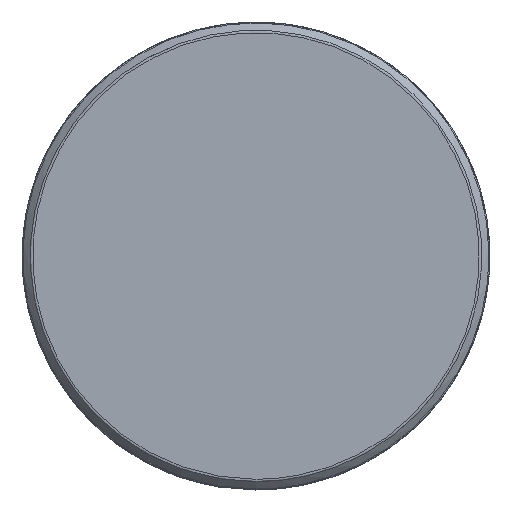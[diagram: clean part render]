
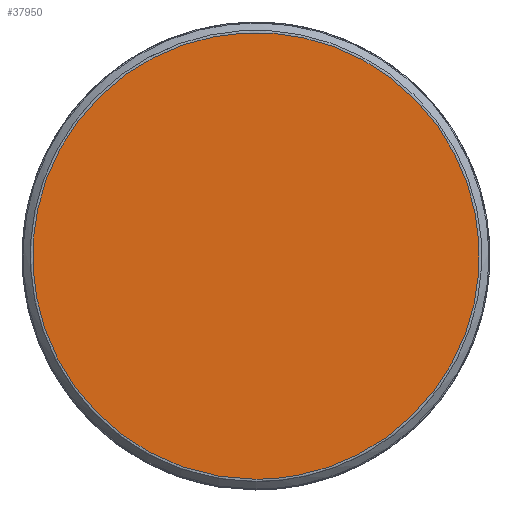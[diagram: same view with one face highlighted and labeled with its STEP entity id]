
A CAD part, front view. The second image highlights one B-rep face of the part: STEP entity #37950.
In plain terms, the highlighted free-form (B-spline) face has degree [1, 1] with [2, 2] control points.
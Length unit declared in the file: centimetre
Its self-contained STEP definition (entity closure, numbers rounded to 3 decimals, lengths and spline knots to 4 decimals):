
#36840 = CARTESIAN_POINT ('', (0., 0., -13.0321));
#36850 = VERTEX_POINT ('', #36840);
#36970 = CARTESIAN_POINT ('', (0., 0., -13.0321));
#36980 = CARTESIAN_POINT ('', (-13.0321, 0., -13.0321));
#36990 = CARTESIAN_POINT ('', (-13.0321, 0., 0.));
#37000 = CARTESIAN_POINT ('', (-13.0321, 0., 13.0321));
#37010 = CARTESIAN_POINT ('', (0., 0., 13.0321));
#37020 = CARTESIAN_POINT ('', (13.0321, 0., 13.0321));
#37030 = CARTESIAN_POINT ('', (13.0321, 0., 0.));
#37040 = CARTESIAN_POINT ('', (13.0321, 0., -13.0321));
#37050 = CARTESIAN_POINT ('', (0., 0., -13.0321));
#37060 = (
   BOUNDED_CURVE ()
   B_SPLINE_CURVE (2, (#36970, #36980, #36990, #37000, #37010, #37020, #37030, #37040, #37050), .UNSPECIFIED., .T., .U.)
   B_SPLINE_CURVE_WITH_KNOTS ((3, 2, 2, 2, 3), (0., 0.25, 0.5, 0.75, 1.), .UNSPECIFIED.)
   CURVE ()
   GEOMETRIC_REPRESENTATION_ITEM ()
   RATIONAL_B_SPLINE_CURVE ((1., 0.707, 1., 0.707, 1., 0.707, 1., 0.707, 1.))
   REPRESENTATION_ITEM ('')
);
#37070 = EDGE_CURVE ('', #36850, #36850, #37060, .T.);
#37870 = ORIENTED_EDGE ('', *, *, #37070, .F.);
#37880 = EDGE_LOOP ('', (#37870));
#37890 = FACE_OUTER_BOUND ('', #37880, .T.);
#37900 = CARTESIAN_POINT ('', (-40.3314, 0., 39.171));
#37910 = CARTESIAN_POINT ('', (37.0755, 0., 39.171));
#37920 = CARTESIAN_POINT ('', (-40.3314, 0., -38.2358));
#37930 = CARTESIAN_POINT ('', (37.0755, 0., -38.2359));
#37940 = B_SPLINE_SURFACE_WITH_KNOTS ('', 1, 1, ((#37900, #37910), (#37920, #37930)), .UNSPECIFIED., .F., .F., .U., (2, 2), (2, 2), (0., 1.), (0., 1.), .UNSPECIFIED.);
#37950 = ADVANCED_FACE ('', (#37890), #37940, .T.);
